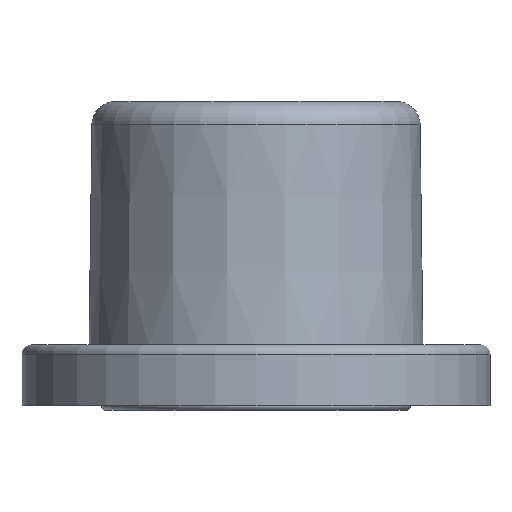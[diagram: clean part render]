
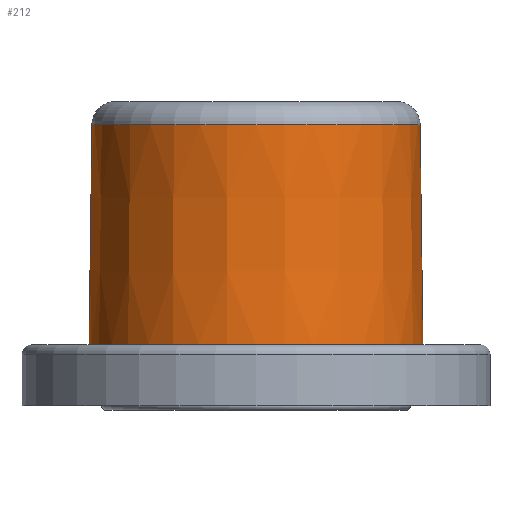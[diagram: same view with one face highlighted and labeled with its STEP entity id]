
A CAD part, front view. The second image highlights one B-rep face of the part: STEP entity #212.
In plain terms, the highlighted conical face has half-angle 0.75 degrees and reference radius 1.75 mm.
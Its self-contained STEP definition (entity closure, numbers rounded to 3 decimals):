
#20=CONICAL_SURFACE('',#265,1.75,0.013);
#24=LINE('',#412,#28);
#28=VECTOR('',#348,1.75);
#54=FACE_OUTER_BOUND('',#73,.T.);
#73=EDGE_LOOP('',(#186,#187,#188,#189));
#80=CIRCLE('',#235,1.784);
#98=CIRCLE('',#264,1.753);
#101=VERTEX_POINT('',#364);
#114=VERTEX_POINT('',#408);
#118=EDGE_CURVE('',#101,#101,#80,.T.);
#139=EDGE_CURVE('',#114,#114,#98,.T.);
#140=EDGE_CURVE('',#114,#101,#24,.T.);
#186=ORIENTED_EDGE('',*,*,#139,.F.);
#187=ORIENTED_EDGE('',*,*,#140,.T.);
#188=ORIENTED_EDGE('',*,*,#118,.T.);
#189=ORIENTED_EDGE('',*,*,#140,.F.);
#212=ADVANCED_FACE('',(#54),#20,.T.);
#235=AXIS2_PLACEMENT_3D('',#365,#283,#284);
#264=AXIS2_PLACEMENT_3D('',#410,#344,#345);
#265=AXIS2_PLACEMENT_3D('',#411,#346,#347);
#283=DIRECTION('center_axis',(0.,0.,1.));
#284=DIRECTION('ref_axis',(1.,0.,0.));
#344=DIRECTION('center_axis',(0.,0.,1.));
#345=DIRECTION('ref_axis',(1.,0.,0.));
#346=DIRECTION('center_axis',(0.,0.,-1.));
#347=DIRECTION('ref_axis',(1.,0.,0.));
#348=DIRECTION('',(-0.013,0.,-1.));
#364=CARTESIAN_POINT('',(-1.784,0.,0.65));
#365=CARTESIAN_POINT('Origin',(0.,0.,0.65));
#408=CARTESIAN_POINT('',(-1.753,0.,3.003));
#410=CARTESIAN_POINT('Origin',(0.,0.,3.003));
#411=CARTESIAN_POINT('Origin',(0.,0.,3.25));
#412=CARTESIAN_POINT('',(-1.75,0.,3.25));
